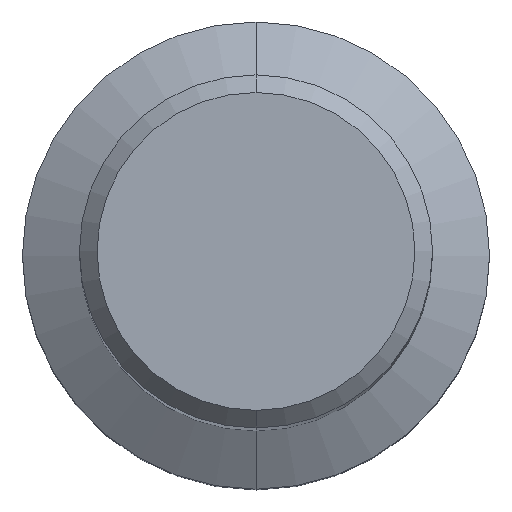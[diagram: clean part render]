
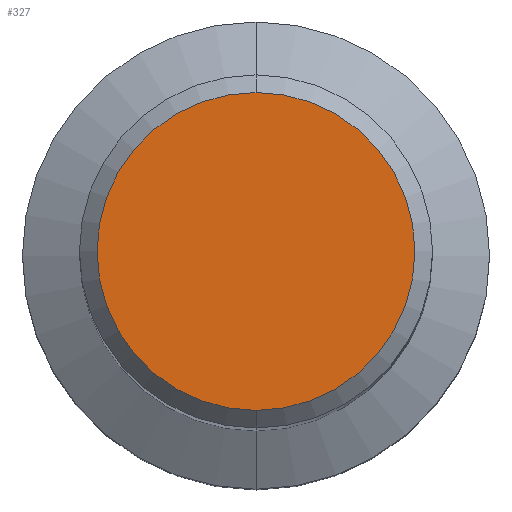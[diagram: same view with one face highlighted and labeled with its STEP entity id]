
A CAD part, top view. The second image highlights one B-rep face of the part: STEP entity #327.
In plain terms, the highlighted planar face has unit normal (0, 0, 1).
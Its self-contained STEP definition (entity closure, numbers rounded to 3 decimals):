
#267=VERTEX_POINT('',#662);
#299=VERTEX_POINT('',#698);
#327=ADVANCED_FACE('',(#728),#729,.T.);
#435=EDGE_CURVE('',#267,#299,#849,.T.);
#575=EDGE_CURVE('',#299,#267,#1003,.T.);
#662=CARTESIAN_POINT('',(0.,-5.4,0.0));
#698=CARTESIAN_POINT('',(0.0,5.4,0.0));
#728=FACE_OUTER_BOUND('',#1227,.T.);
#729=PLANE('',#1228);
#849=CIRCLE('',#1467,5.4);
#1003=CIRCLE('',#1797,5.4);
#1227=EDGE_LOOP('',(#1993,#1994));
#1228=AXIS2_PLACEMENT_3D('',#1995,#1996,#1997);
#1467=AXIS2_PLACEMENT_3D('',#2139,#2140,#2141);
#1797=AXIS2_PLACEMENT_3D('',#2302,#2303,#2304);
#1993=ORIENTED_EDGE('',*,*,#575,.F.);
#1994=ORIENTED_EDGE('',*,*,#435,.F.);
#1995=CARTESIAN_POINT('',(0.0,2.7,0.0));
#1996=DIRECTION('',(-0.0,0.0,1.0));
#1997=DIRECTION('',(0.0,-1.0,0.0));
#2139=CARTESIAN_POINT('',(0.0,0.0,0.0));
#2140=DIRECTION('',(0.0,0.0,-1.0));
#2141=DIRECTION('',(0.0,1.0,0.0));
#2302=CARTESIAN_POINT('',(0.0,0.0,0.0));
#2303=DIRECTION('',(0.0,0.0,-1.0));
#2304=DIRECTION('',(0.0,1.0,0.0));
